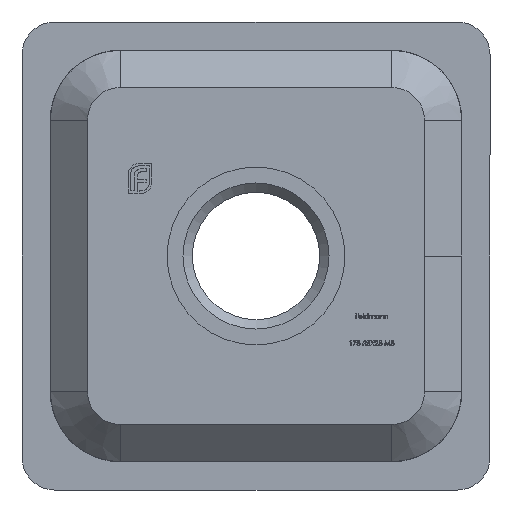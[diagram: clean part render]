
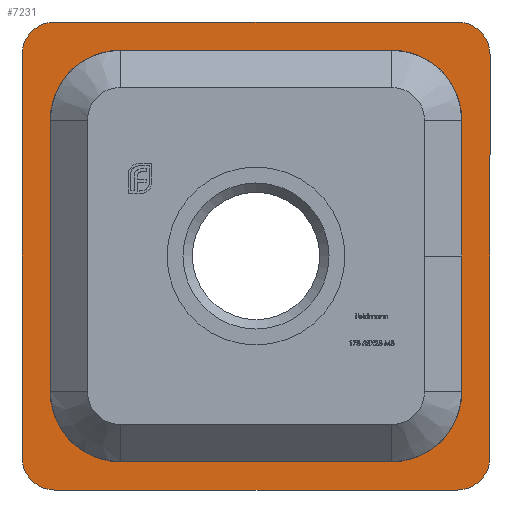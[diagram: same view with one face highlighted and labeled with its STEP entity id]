
A CAD part, front view. The second image highlights one B-rep face of the part: STEP entity #7231.
In plain terms, the highlighted planar face has unit normal (0, -1, 0).
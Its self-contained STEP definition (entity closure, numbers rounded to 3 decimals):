
#59 = DIRECTION ( 'NONE',  ( 0., 0., 1. ) ) ;
#203 = CARTESIAN_POINT ( 'NONE',  ( 10.75, 0., -12.5 ) ) ;
#295 = DIRECTION ( 'NONE',  ( 0., 1., 0. ) ) ;
#536 = CARTESIAN_POINT ( 'NONE',  ( -12.5, 0., -12.5 ) ) ;
#811 = CARTESIAN_POINT ( 'NONE',  ( 9., 0., 7.25 ) ) ;
#846 = CIRCLE ( 'NONE', #11506, 1.75 ) ;
#892 = VECTOR ( 'NONE', #3109, 1000. ) ;
#957 = AXIS2_PLACEMENT_3D ( 'NONE', #16861, #10780, #9333 ) ;
#1040 = DIRECTION ( 'NONE',  ( 0., 0., 1. ) ) ;
#1085 = CARTESIAN_POINT ( 'NONE',  ( -12.5, 0., 12.5 ) ) ;
#1140 = DIRECTION ( 'NONE',  ( 0., -1., 0. ) ) ;
#1165 = AXIS2_PLACEMENT_3D ( 'NONE', #14140, #8098, #17268 ) ;
#1302 = CARTESIAN_POINT ( 'NONE',  ( 10.75, 0., 12.5 ) ) ;
#1528 = LINE ( 'NONE', #10750, #10473 ) ;
#1610 = CARTESIAN_POINT ( 'NONE',  ( -9., 0., 9. ) ) ;
#1770 = DIRECTION ( 'NONE',  ( 0., 0., 1. ) ) ;
#2014 = DIRECTION ( 'NONE',  ( -1., 0., 0. ) ) ;
#2021 = LINE ( 'NONE', #6231, #10044 ) ;
#2149 = CARTESIAN_POINT ( 'NONE',  ( 12.5, 0., 10.75 ) ) ;
#2306 = ORIENTED_EDGE ( 'NONE', *, *, #4236, .F. ) ;
#2469 = DIRECTION ( 'NONE',  ( 0., -1., 0. ) ) ;
#2509 = DIRECTION ( 'NONE',  ( 0., 1., 0. ) ) ;
#2549 = EDGE_CURVE ( 'NONE', #15795, #6588, #10071, .T. ) ;
#2570 = ORIENTED_EDGE ( 'NONE', *, *, #3638, .F. ) ;
#2609 = AXIS2_PLACEMENT_3D ( 'NONE', #14539, #2509, #4023 ) ;
#2738 = VERTEX_POINT ( 'NONE', #9529 ) ;
#3011 = CARTESIAN_POINT ( 'NONE',  ( 0., 0., 0. ) ) ;
#3109 = DIRECTION ( 'NONE',  ( 0., 0., -1. ) ) ;
#3142 = CARTESIAN_POINT ( 'NONE',  ( -9., 0., 7.25 ) ) ;
#3147 = EDGE_CURVE ( 'NONE', #18056, #7308, #11231, .T. ) ;
#3286 = ORIENTED_EDGE ( 'NONE', *, *, #15925, .F. ) ;
#3381 = DIRECTION ( 'NONE',  ( 0., 0., 1. ) ) ;
#3430 = AXIS2_PLACEMENT_3D ( 'NONE', #3011, #295, #1770 ) ;
#3638 = EDGE_CURVE ( 'NONE', #13224, #12524, #15912, .T. ) ;
#3743 = CIRCLE ( 'NONE', #2609, 1.75 ) ;
#3845 = CARTESIAN_POINT ( 'NONE',  ( 12.5, 0., -10.75 ) ) ;
#3915 = VERTEX_POINT ( 'NONE', #2149 ) ;
#4023 = DIRECTION ( 'NONE',  ( 0., 0., 1. ) ) ;
#4086 = VERTEX_POINT ( 'NONE', #4118 ) ;
#4118 = CARTESIAN_POINT ( 'NONE',  ( 7.25, 0., 9. ) ) ;
#4236 = EDGE_CURVE ( 'NONE', #3915, #12398, #2021, .T. ) ;
#4265 = ORIENTED_EDGE ( 'NONE', *, *, #5963, .F. ) ;
#4604 = DIRECTION ( 'NONE',  ( 0., 0., 1. ) ) ;
#4697 = CARTESIAN_POINT ( 'NONE',  ( -7.25, 0., -7.25 ) ) ;
#4723 = CARTESIAN_POINT ( 'NONE',  ( -12.5, 0., 10.75 ) ) ;
#4740 = VERTEX_POINT ( 'NONE', #203 ) ;
#4849 = CARTESIAN_POINT ( 'NONE',  ( -9., 0., 9. ) ) ;
#4879 = EDGE_CURVE ( 'NONE', #4086, #14230, #17353, .T. ) ;
#5014 = CIRCLE ( 'NONE', #10130, 1.75 ) ;
#5052 = ORIENTED_EDGE ( 'NONE', *, *, #3147, .F. ) ;
#5314 = LINE ( 'NONE', #15233, #16152 ) ;
#5392 = CARTESIAN_POINT ( 'NONE',  ( -12.5, 0., -10.75 ) ) ;
#5525 = CARTESIAN_POINT ( 'NONE',  ( 10.75, 0., -10.75 ) ) ;
#5963 = EDGE_CURVE ( 'NONE', #15795, #18472, #1528, .T. ) ;
#6013 = VECTOR ( 'NONE', #9439, 1000. ) ;
#6231 = CARTESIAN_POINT ( 'NONE',  ( 12.5, 0., -12.5 ) ) ;
#6269 = CARTESIAN_POINT ( 'NONE',  ( -10.75, 0., -12.5 ) ) ;
#6421 = EDGE_CURVE ( 'NONE', #18056, #14230, #846, .T. ) ;
#6459 = ORIENTED_EDGE ( 'NONE', *, *, #12635, .T. ) ;
#6545 = AXIS2_PLACEMENT_3D ( 'NONE', #4697, #13564, #59 ) ;
#6588 = VERTEX_POINT ( 'NONE', #6269 ) ;
#6892 = VERTEX_POINT ( 'NONE', #8164 ) ;
#7123 = LINE ( 'NONE', #16333, #12289 ) ;
#7231 = ADVANCED_FACE ( 'NONE', ( #12543, #17061 ), #7615, .F. ) ;
#7308 = VERTEX_POINT ( 'NONE', #15499 ) ;
#7498 = CARTESIAN_POINT ( 'NONE',  ( -7.25, 0., 9. ) ) ;
#7615 = PLANE ( 'NONE',  #3430 ) ;
#7700 = EDGE_CURVE ( 'NONE', #13224, #18472, #5014, .T. ) ;
#7747 = VERTEX_POINT ( 'NONE', #9438 ) ;
#7906 = VECTOR ( 'NONE', #14593, 1000. ) ;
#8098 = DIRECTION ( 'NONE',  ( 0., -1., 0. ) ) ;
#8164 = CARTESIAN_POINT ( 'NONE',  ( -7.25, 0., -9. ) ) ;
#8458 = EDGE_CURVE ( 'NONE', #4086, #18200, #17751, .T. ) ;
#9333 = DIRECTION ( 'NONE',  ( 0., 0., 1. ) ) ;
#9438 = CARTESIAN_POINT ( 'NONE',  ( 7.25, 0., -9. ) ) ;
#9439 = DIRECTION ( 'NONE',  ( -1., 0., 0. ) ) ;
#9529 = CARTESIAN_POINT ( 'NONE',  ( 9., 0., -7.25 ) ) ;
#9784 = CIRCLE ( 'NONE', #1165, 1.75 ) ;
#10004 = EDGE_CURVE ( 'NONE', #4740, #12398, #17462, .T. ) ;
#10044 = VECTOR ( 'NONE', #12003, 1000. ) ;
#10071 = CIRCLE ( 'NONE', #16537, 1.75 ) ;
#10130 = AXIS2_PLACEMENT_3D ( 'NONE', #10955, #2469, #3381 ) ;
#10473 = VECTOR ( 'NONE', #18364, 1000. ) ;
#10675 = AXIS2_PLACEMENT_3D ( 'NONE', #5525, #19238, #11684 ) ;
#10750 = CARTESIAN_POINT ( 'NONE',  ( -12.5, 0., -12.5 ) ) ;
#10780 = DIRECTION ( 'NONE',  ( 0., 1., 0. ) ) ;
#10802 = ORIENTED_EDGE ( 'NONE', *, *, #15652, .T. ) ;
#10852 = EDGE_CURVE ( 'NONE', #2738, #7747, #3743, .T. ) ;
#10955 = CARTESIAN_POINT ( 'NONE',  ( -10.75, 0., 10.75 ) ) ;
#11231 = LINE ( 'NONE', #1610, #892 ) ;
#11241 = EDGE_LOOP ( 'NONE', ( #2570, #12461, #4265, #12287, #12220, #15077, #2306, #10802 ) ) ;
#11506 = AXIS2_PLACEMENT_3D ( 'NONE', #13110, #17630, #1040 ) ;
#11684 = DIRECTION ( 'NONE',  ( 0., 0., 1. ) ) ;
#12003 = DIRECTION ( 'NONE',  ( 0., 0., -1. ) ) ;
#12220 = ORIENTED_EDGE ( 'NONE', *, *, #18672, .F. ) ;
#12287 = ORIENTED_EDGE ( 'NONE', *, *, #2549, .T. ) ;
#12289 = VECTOR ( 'NONE', #18015, 1000. ) ;
#12398 = VERTEX_POINT ( 'NONE', #3845 ) ;
#12461 = ORIENTED_EDGE ( 'NONE', *, *, #7700, .T. ) ;
#12524 = VERTEX_POINT ( 'NONE', #1302 ) ;
#12526 = ORIENTED_EDGE ( 'NONE', *, *, #8458, .T. ) ;
#12543 = FACE_OUTER_BOUND ( 'NONE', #11241, .T. ) ;
#12635 = EDGE_CURVE ( 'NONE', #6892, #7308, #19096, .T. ) ;
#13110 = CARTESIAN_POINT ( 'NONE',  ( -7.25, 0., 7.25 ) ) ;
#13224 = VERTEX_POINT ( 'NONE', #18738 ) ;
#13278 = CARTESIAN_POINT ( 'NONE',  ( -10.75, 0., -10.75 ) ) ;
#13564 = DIRECTION ( 'NONE',  ( 0., 1., 0. ) ) ;
#14140 = CARTESIAN_POINT ( 'NONE',  ( 10.75, 0., 10.75 ) ) ;
#14230 = VERTEX_POINT ( 'NONE', #7498 ) ;
#14539 = CARTESIAN_POINT ( 'NONE',  ( 7.25, 0., -7.25 ) ) ;
#14593 = DIRECTION ( 'NONE',  ( 1., 0., 0. ) ) ;
#15077 = ORIENTED_EDGE ( 'NONE', *, *, #10004, .T. ) ;
#15233 = CARTESIAN_POINT ( 'NONE',  ( 9., 0., 9. ) ) ;
#15499 = CARTESIAN_POINT ( 'NONE',  ( -9., 0., -7.25 ) ) ;
#15652 = EDGE_CURVE ( 'NONE', #3915, #12524, #9784, .T. ) ;
#15795 = VERTEX_POINT ( 'NONE', #5392 ) ;
#15912 = LINE ( 'NONE', #1085, #7906 ) ;
#15925 = EDGE_CURVE ( 'NONE', #2738, #18200, #5314, .T. ) ;
#16152 = VECTOR ( 'NONE', #4604, 1000. ) ;
#16270 = ORIENTED_EDGE ( 'NONE', *, *, #10852, .T. ) ;
#16333 = CARTESIAN_POINT ( 'NONE',  ( -9., 0., -9. ) ) ;
#16536 = ORIENTED_EDGE ( 'NONE', *, *, #17973, .F. ) ;
#16537 = AXIS2_PLACEMENT_3D ( 'NONE', #13278, #1140, #19379 ) ;
#16861 = CARTESIAN_POINT ( 'NONE',  ( 7.25, 0., 7.25 ) ) ;
#17061 = FACE_BOUND ( 'NONE', #18014, .T. ) ;
#17268 = DIRECTION ( 'NONE',  ( 0., 0., 1. ) ) ;
#17353 = LINE ( 'NONE', #4849, #6013 ) ;
#17392 = ORIENTED_EDGE ( 'NONE', *, *, #4879, .F. ) ;
#17462 = CIRCLE ( 'NONE', #10675, 1.75 ) ;
#17500 = VECTOR ( 'NONE', #2014, 1000. ) ;
#17630 = DIRECTION ( 'NONE',  ( 0., 1., 0. ) ) ;
#17751 = CIRCLE ( 'NONE', #957, 1.75 ) ;
#17973 = EDGE_CURVE ( 'NONE', #6892, #7747, #7123, .T. ) ;
#17980 = LINE ( 'NONE', #536, #17500 ) ;
#18014 = EDGE_LOOP ( 'NONE', ( #3286, #16270, #16536, #6459, #5052, #19442, #17392, #12526 ) ) ;
#18015 = DIRECTION ( 'NONE',  ( 1., 0., 0. ) ) ;
#18056 = VERTEX_POINT ( 'NONE', #3142 ) ;
#18200 = VERTEX_POINT ( 'NONE', #811 ) ;
#18364 = DIRECTION ( 'NONE',  ( 0., 0., 1. ) ) ;
#18472 = VERTEX_POINT ( 'NONE', #4723 ) ;
#18672 = EDGE_CURVE ( 'NONE', #4740, #6588, #17980, .T. ) ;
#18738 = CARTESIAN_POINT ( 'NONE',  ( -10.75, 0., 12.5 ) ) ;
#19096 = CIRCLE ( 'NONE', #6545, 1.75 ) ;
#19238 = DIRECTION ( 'NONE',  ( 0., -1., 0. ) ) ;
#19379 = DIRECTION ( 'NONE',  ( 0., 0., 1. ) ) ;
#19442 = ORIENTED_EDGE ( 'NONE', *, *, #6421, .T. ) ;
